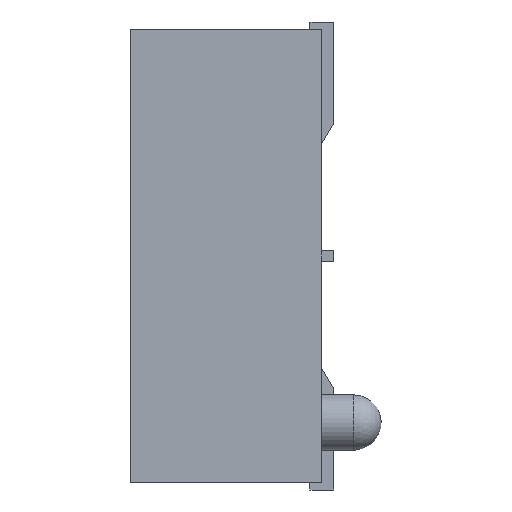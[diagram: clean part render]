
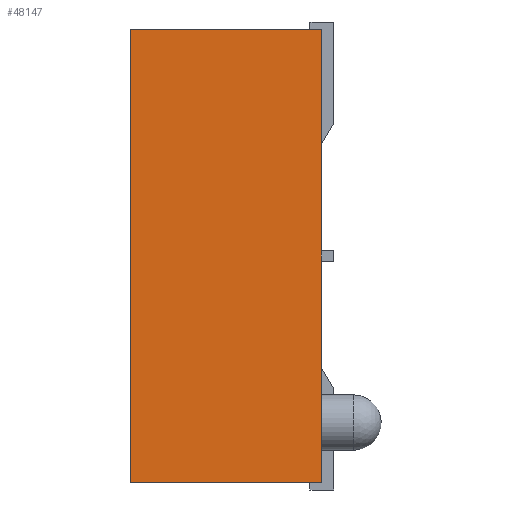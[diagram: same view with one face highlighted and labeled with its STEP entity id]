
A CAD part, left-side view. The second image highlights one B-rep face of the part: STEP entity #48147.
In plain terms, the highlighted planar face has unit normal (-1, 0, 0).
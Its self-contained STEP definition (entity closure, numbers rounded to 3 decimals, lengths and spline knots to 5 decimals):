
#687=LINE('',#67365,#7281);
#1181=LINE('',#68294,#7775);
#1187=LINE('',#68305,#7781);
#1196=LINE('',#68316,#7790);
#7281=VECTOR('',#54106,39.37008);
#7775=VECTOR('',#54608,39.37008);
#7781=VECTOR('',#54616,39.37008);
#7790=VECTOR('',#54629,39.37008);
#14459=ORIENTED_EDGE('',*,*,#28537,.T.);
#14460=ORIENTED_EDGE('',*,*,#29046,.F.);
#14461=ORIENTED_EDGE('',*,*,#29031,.F.);
#14462=ORIENTED_EDGE('',*,*,#29037,.T.);
#28537=EDGE_CURVE('',#35868,#35867,#687,.T.);
#29031=EDGE_CURVE('',#36298,#36299,#1181,.T.);
#29037=EDGE_CURVE('',#36298,#35868,#1187,.T.);
#29046=EDGE_CURVE('',#36299,#35867,#1196,.T.);
#35867=VERTEX_POINT('',#67364);
#35868=VERTEX_POINT('',#67366);
#36298=VERTEX_POINT('',#68293);
#36299=VERTEX_POINT('',#68295);
#41159=EDGE_LOOP('',(#14459,#14460,#14461,#14462));
#43591=FACE_BOUND('',#41159,.T.);
#46020=PLANE('',#50607);
#48147=ADVANCED_FACE('',(#43591),#46020,.F.);
#50607=AXIS2_PLACEMENT_3D('',#68315,#54627,#54628);
#54106=DIRECTION('',(0.,0.,1.));
#54608=DIRECTION('',(0.,0.,1.));
#54616=DIRECTION('',(0.,-1.,0.));
#54627=DIRECTION('',(1.,0.,0.));
#54628=DIRECTION('',(0.,0.,-1.));
#54629=DIRECTION('',(0.,-1.,0.));
#67364=CARTESIAN_POINT('',(-1.2065,0.,0.1425));
#67365=CARTESIAN_POINT('',(-1.2065,0.,-0.1425));
#67366=CARTESIAN_POINT('',(-1.2065,0.,-0.1425));
#68293=CARTESIAN_POINT('',(-1.2065,0.12,-0.1425));
#68294=CARTESIAN_POINT('',(-1.2065,0.12,-0.1425));
#68295=CARTESIAN_POINT('',(-1.2065,0.12,0.1425));
#68305=CARTESIAN_POINT('',(-1.2065,0.12,-0.1425));
#68315=CARTESIAN_POINT('',(-1.2065,0.12,-0.1425));
#68316=CARTESIAN_POINT('',(-1.2065,0.12,0.1425));
